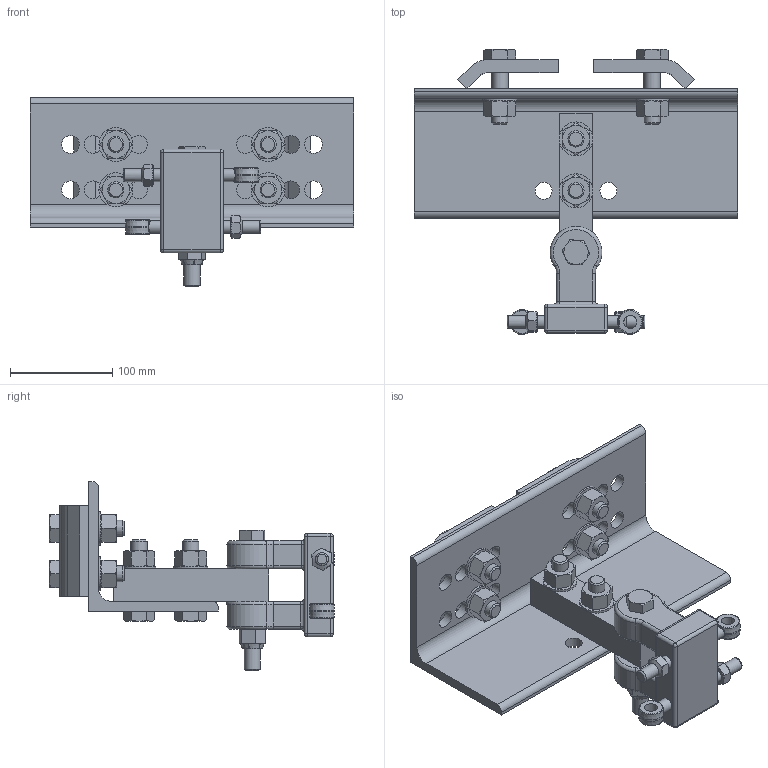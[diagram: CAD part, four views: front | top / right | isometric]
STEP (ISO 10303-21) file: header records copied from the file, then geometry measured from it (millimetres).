
FILE_DESCRIPTION((''),'2;1');
FILE_NAME('27061.stp','2009-10-15T07:20:42',('jholman'),(''),'Autodesk Inventor 2009','Autodesk Inventor 2009','');
FILE_SCHEMA(('AUTOMOTIVE_DESIGN { 1 0 10303 214 1 1 1 1 }'));
Length unit declared in the file: inch
Products named in the file (16): 3D11V8F4D; 3D11T8F4D; 3D11S8F4C; 3D11H7F4B; Heavy Hex Structural Bolt - Inch 5/8-11 UNC - 2.5; Plain Washer (Inch) 5/8 - narrow - Type A; Heavy Hex Nut - Inch 5/8 - 11; 3D112GB4B; 3D11B5B4C; 3D11Y3B4A; Hex Bolt - UNC (Regular Thread - Inch) 5/8-11 UNC - 5; 3D1148B4B; 3D115FD4B; Prevailing Torque Type Hex Nut - UNC (Regular Thread - Inch)  (IFI) 1/2 - 13 Metal Type; Heavy Hex Structural Bolt - Inch 5/8-11 UNC - 2.75; Type A - Plain Washer (Inch) 5/8 - narrow - Type A
Assembly tree (31 placements, depth 3):
  3D11V8F4D
    3D11T8F4D
      3D11S8F4C
      3D11H7F4B  x2
      Heavy Hex Structural Bolt - Inch 5/8-11 UNC - 2.5  x4
      Plain Washer (Inch) 5/8 - narrow - Type A  x4
      Heavy Hex Nut - Inch 5/8 - 11  x4
    3D112GB4B
      3D11B5B4C
      3D11Y3B4A
      Hex Bolt - UNC (Regular Thread - Inch) 5/8-11 UNC - 5
      3D1148B4B
      3D115FD4B  x2
      Prevailing Torque Type Hex Nut - UNC (Regular Thread - Inch)  (IFI) 1/2 - 13 Metal Type  x2
    Heavy Hex Structural Bolt - Inch 5/8-11 UNC - 2.75  x2
    Heavy Hex Nut - Inch 5/8 - 11  x2
    Type A - Plain Washer (Inch) 5/8 - narrow - Type A  x2
Bounding box: 317.5 x 279.39 x 185.29 mm (x, y, z)
Volume: 1613342.2 mm3; surface area: 368909.2 mm2
Topology: 29 solids, 29 shells, 738 faces, 1696 edges, 1007 vertices
Faces by surface type: plane 237, bspline 171, cone 168, cylinder 100, sphere 32, torus 30
Full cylindrical faces by diameter (mm): 12.7 x2, 15.875 x7, 16.307 x7, 16.662 x6, 17.463 x8, 23.813 x1, 24.289 x6, 33.325 x6
Entity records: 14883 total; most frequent: CARTESIAN_POINT 6218, ORIENTED_EDGE 1656, DIRECTION 1631, EDGE_CURVE 828, AXIS2_PLACEMENT_3D 716, VERTEX_POINT 531, EDGE_LOOP 531, FACE_OUTER_BOUND 392
